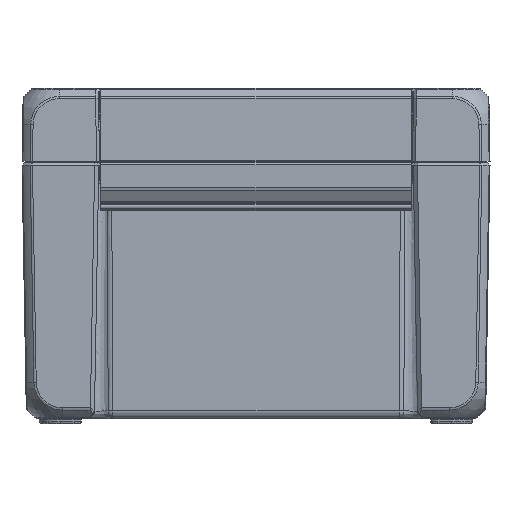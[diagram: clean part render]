
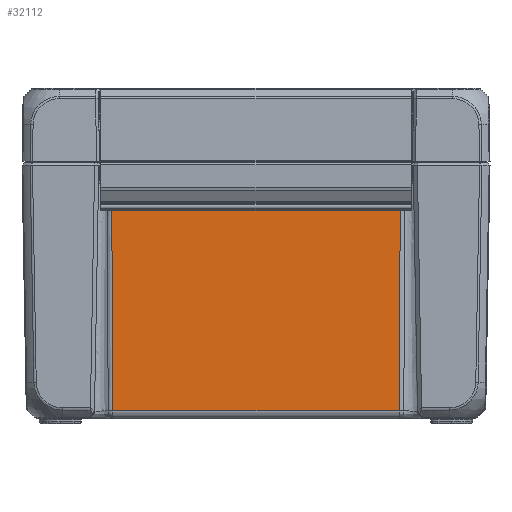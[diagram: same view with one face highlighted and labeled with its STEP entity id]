
A CAD part, left-side view. The second image highlights one B-rep face of the part: STEP entity #32112.
In plain terms, the highlighted planar face has unit normal (-1, 0, -0.018).
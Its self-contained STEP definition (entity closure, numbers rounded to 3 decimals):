
#2490=B_SPLINE_CURVE_WITH_KNOTS('',3,(#69246,#69247,#69248,#69249,#69250,
#69251,#69252,#69253,#69254,#69255,#69256),.UNSPECIFIED.,.F.,.F.,(4,1,1,
1,1,1,2,4),(-0.356,-0.285,-0.214,-0.178,
-0.142,-0.071,0.,0.001),
 .UNSPECIFIED.);
#2492=B_SPLINE_CURVE_WITH_KNOTS('',3,(#69313,#69314,#69315,#69316),
 .UNSPECIFIED.,.F.,.F.,(4,4),(-6.324,-0.098),
 .UNSPECIFIED.);
#2493=B_SPLINE_CURVE_WITH_KNOTS('',3,(#69320,#69321,#69322,#69323),
 .UNSPECIFIED.,.F.,.F.,(4,4),(-6.423,-0.197),
 .UNSPECIFIED.);
#2494=B_SPLINE_CURVE_WITH_KNOTS('',3,(#69326,#69327,#69328,#69329,#69330,
#69331,#69332,#69333,#69334,#69335,#69336,#69337,#69338,#69339),
 .UNSPECIFIED.,.F.,.F.,(4,2,1,1,1,1,1,1,1,1,4),(-0.357,-0.356,
-0.285,-0.249,-0.214,-0.178,
-0.142,-0.107,-0.071,-0.036,
0.),.UNSPECIFIED.);
#3740=FACE_OUTER_BOUND('',#5741,.T.);
#5741=EDGE_LOOP('',(#23133,#23134,#23135,#23136,#23137,#23138,#23139,#23140,
#23141,#23142,#23143,#23144));
#9104=LINE('',#66589,#10976);
#9106=LINE('',#66593,#10978);
#9107=LINE('',#66613,#10979);
#9128=LINE('',#66681,#11000);
#9131=LINE('',#66690,#11003);
#9185=LINE('',#69179,#11057);
#9186=LINE('',#69318,#11058);
#9187=LINE('',#69325,#11059);
#10976=VECTOR('',#39684,10.);
#10978=VECTOR('',#39688,10.);
#10979=VECTOR('',#39691,10.);
#11000=VECTOR('',#39768,10.);
#11003=VECTOR('',#39777,10.);
#11057=VECTOR('',#40087,10.);
#11058=VECTOR('',#40092,10.);
#11059=VECTOR('',#40093,10.);
#13244=VERTEX_POINT('',#66568);
#13246=VERTEX_POINT('',#66587);
#13247=VERTEX_POINT('',#66591);
#13249=VERTEX_POINT('',#66596);
#13268=VERTEX_POINT('',#66680);
#13271=VERTEX_POINT('',#66688);
#13370=VERTEX_POINT('',#69169);
#13371=VERTEX_POINT('',#69177);
#13372=VERTEX_POINT('',#69312);
#13373=VERTEX_POINT('',#69317);
#13374=VERTEX_POINT('',#69319);
#13375=VERTEX_POINT('',#69324);
#16623=EDGE_CURVE('',#13244,#13246,#9104,.T.);
#16625=EDGE_CURVE('',#13246,#13247,#9106,.T.);
#16627=EDGE_CURVE('',#13247,#13249,#9107,.T.);
#16661=EDGE_CURVE('',#13244,#13268,#9128,.T.);
#16666=EDGE_CURVE('',#13271,#13249,#9131,.T.);
#16865=EDGE_CURVE('',#13370,#13371,#9185,.T.);
#16866=EDGE_CURVE('',#13371,#13271,#2490,.T.);
#16869=EDGE_CURVE('',#13372,#13370,#2492,.T.);
#16870=EDGE_CURVE('',#13373,#13372,#9186,.T.);
#16871=EDGE_CURVE('',#13374,#13373,#2493,.T.);
#16872=EDGE_CURVE('',#13375,#13374,#9187,.T.);
#16873=EDGE_CURVE('',#13268,#13375,#2494,.T.);
#23133=ORIENTED_EDGE('',*,*,#16866,.F.);
#23134=ORIENTED_EDGE('',*,*,#16865,.F.);
#23135=ORIENTED_EDGE('',*,*,#16869,.F.);
#23136=ORIENTED_EDGE('',*,*,#16870,.F.);
#23137=ORIENTED_EDGE('',*,*,#16871,.F.);
#23138=ORIENTED_EDGE('',*,*,#16872,.F.);
#23139=ORIENTED_EDGE('',*,*,#16873,.F.);
#23140=ORIENTED_EDGE('',*,*,#16661,.F.);
#23141=ORIENTED_EDGE('',*,*,#16623,.T.);
#23142=ORIENTED_EDGE('',*,*,#16625,.T.);
#23143=ORIENTED_EDGE('',*,*,#16627,.T.);
#23144=ORIENTED_EDGE('',*,*,#16666,.F.);
#29242=PLANE('',#34842);
#32112=ADVANCED_FACE('',(#3740),#29242,.T.);
#34842=AXIS2_PLACEMENT_3D('',#69311,#40090,#40091);
#39684=DIRECTION('',(0.,1.,0.));
#39688=DIRECTION('',(0.,1.,0.));
#39691=DIRECTION('',(0.,1.,0.));
#39768=DIRECTION('',(0.017,-0.017,-1.));
#39777=DIRECTION('',(-0.017,-0.017,1.));
#40087=DIRECTION('',(0.,-1.,0.));
#40090=DIRECTION('center_axis',(-1.,0.,-0.017));
#40091=DIRECTION('ref_axis',(0.,1.,0.));
#40092=DIRECTION('',(0.,1.,0.));
#40093=DIRECTION('',(0.,-1.,0.));
#66568=CARTESIAN_POINT('',(-112.,-18.5,-0.8));
#66587=CARTESIAN_POINT('',(-112.,-18.5,-0.8));
#66589=CARTESIAN_POINT('',(-112.,-32.,-0.8));
#66591=CARTESIAN_POINT('',(-112.,18.5,-0.8));
#66593=CARTESIAN_POINT('',(-112.,-32.,-0.8));
#66596=CARTESIAN_POINT('',(-112.,18.5,-0.8));
#66613=CARTESIAN_POINT('',(-112.,-32.,-0.8));
#66680=CARTESIAN_POINT('',(-111.947,-18.553,-3.817));
#66681=CARTESIAN_POINT('',(-112.008,-18.492,-0.332));
#66688=CARTESIAN_POINT('',(-111.947,18.553,-3.817));
#66690=CARTESIAN_POINT('',(-112.026,18.474,0.684));
#69169=CARTESIAN_POINT('',(-111.913,39.466,-5.783));
#69177=CARTESIAN_POINT('',(-111.913,21.369,-5.783));
#69179=CARTESIAN_POINT('',(-111.913,-15.503,-5.783));
#69246=CARTESIAN_POINT('Ctrl Pts',(-111.913,21.369,-5.783));
#69247=CARTESIAN_POINT('Ctrl Pts',(-111.913,21.131,-5.783));
#69248=CARTESIAN_POINT('Ctrl Pts',(-111.914,20.651,-5.706));
#69249=CARTESIAN_POINT('Ctrl Pts',(-111.919,20.11,-5.449));
#69250=CARTESIAN_POINT('Ctrl Pts',(-111.924,19.72,-5.17));
#69251=CARTESIAN_POINT('Ctrl Pts',(-111.929,19.365,-4.856));
#69252=CARTESIAN_POINT('Ctrl Pts',(-111.937,18.972,-4.407));
#69253=CARTESIAN_POINT('Ctrl Pts',(-111.944,18.694,-4.016));
#69254=CARTESIAN_POINT('Ctrl Pts',(-111.947,18.555,-3.821));
#69255=CARTESIAN_POINT('Ctrl Pts',(-111.947,18.554,-3.819));
#69256=CARTESIAN_POINT('Ctrl Pts',(-111.947,18.553,-3.817));
#69311=CARTESIAN_POINT('Origin',(-112.014,-64.,0.));
#69312=CARTESIAN_POINT('',(-110.826,39.19,-68.035));
#69313=CARTESIAN_POINT('Ctrl Pts',(-110.826,39.19,-68.035));
#69314=CARTESIAN_POINT('Ctrl Pts',(-111.189,39.282,-47.284));
#69315=CARTESIAN_POINT('Ctrl Pts',(-111.551,39.374,-26.533));
#69316=CARTESIAN_POINT('Ctrl Pts',(-111.913,39.466,-5.783));
#69317=CARTESIAN_POINT('',(-110.826,-39.19,-68.035));
#69318=CARTESIAN_POINT('',(-110.826,-32.,-68.035));
#69319=CARTESIAN_POINT('',(-111.913,-39.466,-5.783));
#69320=CARTESIAN_POINT('Ctrl Pts',(-111.913,-39.466,
-5.783));
#69321=CARTESIAN_POINT('Ctrl Pts',(-111.551,-39.374,
-26.533));
#69322=CARTESIAN_POINT('Ctrl Pts',(-111.189,-39.282,
-47.284));
#69323=CARTESIAN_POINT('Ctrl Pts',(-110.826,-39.19,
-68.035));
#69324=CARTESIAN_POINT('',(-111.913,-21.369,-5.783));
#69325=CARTESIAN_POINT('',(-111.913,-48.497,-5.783));
#69326=CARTESIAN_POINT('Ctrl Pts',(-111.947,-18.553,
-3.817));
#69327=CARTESIAN_POINT('Ctrl Pts',(-111.947,-18.554,
-3.819));
#69328=CARTESIAN_POINT('Ctrl Pts',(-111.947,-18.555,-3.821));
#69329=CARTESIAN_POINT('Ctrl Pts',(-111.944,-18.694,
-4.016));
#69330=CARTESIAN_POINT('Ctrl Pts',(-111.939,-18.903,
-4.309));
#69331=CARTESIAN_POINT('Ctrl Pts',(-111.932,-19.207,
-4.676));
#69332=CARTESIAN_POINT('Ctrl Pts',(-111.928,-19.453,-4.935));
#69333=CARTESIAN_POINT('Ctrl Pts',(-111.924,-19.72,
-5.171));
#69334=CARTESIAN_POINT('Ctrl Pts',(-111.92,-20.012,-5.379));
#69335=CARTESIAN_POINT('Ctrl Pts',(-111.917,-20.327,
-5.552));
#69336=CARTESIAN_POINT('Ctrl Pts',(-111.915,-20.66,
-5.682));
#69337=CARTESIAN_POINT('Ctrl Pts',(-111.913,-21.011,
-5.764));
#69338=CARTESIAN_POINT('Ctrl Pts',(-111.913,-21.25,
-5.783));
#69339=CARTESIAN_POINT('Ctrl Pts',(-111.913,-21.369,
-5.783));
